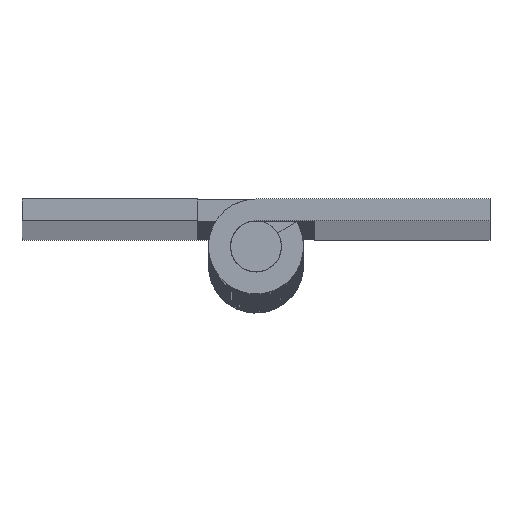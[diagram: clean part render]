
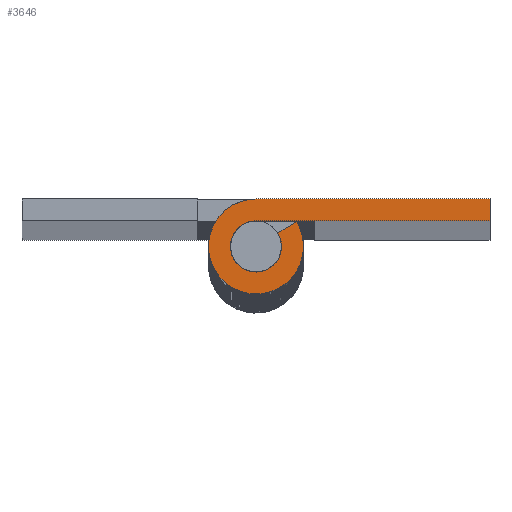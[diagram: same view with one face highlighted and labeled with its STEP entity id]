
A CAD part, top view. The second image highlights one B-rep face of the part: STEP entity #3646.
In plain terms, the highlighted free-form (B-spline) face has degree [1, 1] with [2, 2] control points.
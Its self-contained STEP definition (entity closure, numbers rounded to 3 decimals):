
#3569=CARTESIAN_POINT('',(-4.164,3.575,750.));
#3570=CARTESIAN_POINT('',(16.959,3.575,750.));
#3571=CARTESIAN_POINT('',(-4.164,-3.574,750.));
#3572=CARTESIAN_POINT('',(16.959,-3.574,750.));
#3573=B_SPLINE_SURFACE_WITH_KNOTS('',1,1,((#3569,#3571),(#3570,#3572)),.UNSPECIFIED.,.F.,.F.,.U.,(2,2),(2,2),(0.0,21.123),(0.0,7.149),.UNSPECIFIED.);
#3574=CARTESIAN_POINT('',(0.,3.25,750.));
#3575=VERTEX_POINT('',#3574);
#3576=CARTESIAN_POINT('',(16.0,3.25,750.));
#3577=VERTEX_POINT('',#3576);
#3578=CARTESIAN_POINT('',(0.,3.25,750.));
#3579=CARTESIAN_POINT('',(16.0,3.25,750.));
#3580=QUASI_UNIFORM_CURVE('',1,(#3578,#3579),.UNSPECIFIED.,.F.,.U.);
#3581=EDGE_CURVE('',#3575,#3577,#3580,.T.);
#3582=ORIENTED_EDGE('',*,*,#3581,.F.);
#3583=CARTESIAN_POINT('',(2.77,1.7,750.));
#3584=VERTEX_POINT('',#3583);
#3585=CARTESIAN_POINT('',(0.0,3.25,750.));
#3586=CARTESIAN_POINT('',(-2.511,3.25,750.));
#3587=CARTESIAN_POINT('',(-3.145,0.82,750.));
#3588=CARTESIAN_POINT('',(-3.778,-1.61,750.));
#3589=CARTESIAN_POINT('',(-1.587,-2.836,750.));
#3590=CARTESIAN_POINT('',(0.604,-4.062,750.));
#3591=CARTESIAN_POINT('',(2.344,-2.251,750.));
#3592=CARTESIAN_POINT('',(4.083,-0.44,750.));
#3593=CARTESIAN_POINT('',(2.77,1.7,750.));
#3601=(BOUNDED_CURVE()B_SPLINE_CURVE(2,(#3585,#3586,#3587,#3588,#3589,#3590,#3591,#3592,#3593),.UNSPECIFIED.,.F.,.U.)B_SPLINE_CURVE_WITH_KNOTS((3,2,2,2,3),(0.0,0.25,0.5,0.75,1.0),.UNSPECIFIED.)CURVE()GEOMETRIC_REPRESENTATION_ITEM()RATIONAL_B_SPLINE_CURVE((1.0,0.791,1.0,0.791,1.0,0.791,1.0,0.791,1.0))REPRESENTATION_ITEM(''));
#3602=EDGE_CURVE('',#3575,#3584,#3601,.T.);
#3603=ORIENTED_EDGE('',*,*,#3602,.T.);
#3604=CARTESIAN_POINT('',(1.491,0.915,750.));
#3605=VERTEX_POINT('',#3604);
#3606=CARTESIAN_POINT('',(1.491,0.915,750.));
#3607=CARTESIAN_POINT('',(2.77,1.7,750.));
#3608=QUASI_UNIFORM_CURVE('',1,(#3606,#3607),.UNSPECIFIED.,.F.,.U.);
#3609=EDGE_CURVE('',#3605,#3584,#3608,.T.);
#3610=ORIENTED_EDGE('',*,*,#3609,.F.);
#3611=CARTESIAN_POINT('',(0.,1.75,750.));
#3612=VERTEX_POINT('',#3611);
#3613=CARTESIAN_POINT('',(0.0,1.75,750.));
#3614=CARTESIAN_POINT('',(-1.352,1.75,750.));
#3615=CARTESIAN_POINT('',(-1.693,0.442,750.));
#3616=CARTESIAN_POINT('',(-2.035,-0.867,750.));
#3617=CARTESIAN_POINT('',(-0.855,-1.527,750.));
#3618=CARTESIAN_POINT('',(0.325,-2.187,750.));
#3619=CARTESIAN_POINT('',(1.262,-1.212,750.));
#3620=CARTESIAN_POINT('',(2.199,-0.237,750.));
#3621=CARTESIAN_POINT('',(1.491,0.915,750.));
#3629=(BOUNDED_CURVE()B_SPLINE_CURVE(2,(#3613,#3614,#3615,#3616,#3617,#3618,#3619,#3620,#3621),.UNSPECIFIED.,.F.,.U.)B_SPLINE_CURVE_WITH_KNOTS((3,2,2,2,3),(0.0,0.25,0.5,0.75,1.0),.UNSPECIFIED.)CURVE()GEOMETRIC_REPRESENTATION_ITEM()RATIONAL_B_SPLINE_CURVE((1.0,0.791,1.0,0.791,1.0,0.791,1.0,0.791,1.0))REPRESENTATION_ITEM(''));
#3630=EDGE_CURVE('',#3612,#3605,#3629,.T.);
#3631=ORIENTED_EDGE('',*,*,#3630,.F.);
#3632=CARTESIAN_POINT('',(16.0,1.75,750.));
#3633=VERTEX_POINT('',#3632);
#3634=CARTESIAN_POINT('',(16.0,1.75,750.));
#3635=CARTESIAN_POINT('',(0.,1.75,750.));
#3636=QUASI_UNIFORM_CURVE('',1,(#3634,#3635),.UNSPECIFIED.,.F.,.U.);
#3637=EDGE_CURVE('',#3633,#3612,#3636,.T.);
#3638=ORIENTED_EDGE('',*,*,#3637,.F.);
#3639=CARTESIAN_POINT('',(16.0,3.25,750.));
#3640=CARTESIAN_POINT('',(16.0,1.75,750.));
#3641=QUASI_UNIFORM_CURVE('',1,(#3639,#3640),.UNSPECIFIED.,.F.,.U.);
#3642=EDGE_CURVE('',#3577,#3633,#3641,.T.);
#3643=ORIENTED_EDGE('',*,*,#3642,.F.);
#3644=EDGE_LOOP('',(#3582,#3603,#3610,#3631,#3638,#3643));
#3645=FACE_OUTER_BOUND('',#3644,.T.);
#3646=ADVANCED_FACE('',(#3645),#3573,.F.);
